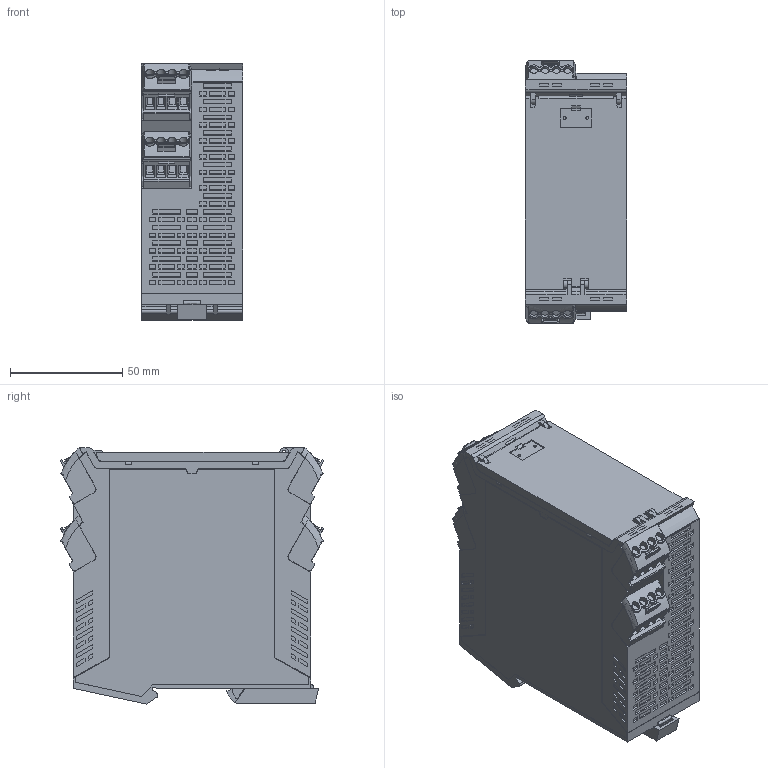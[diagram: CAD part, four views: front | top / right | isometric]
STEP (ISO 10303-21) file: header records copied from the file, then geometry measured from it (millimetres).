
FILE_DESCRIPTION(('CATIA V5 STEP Exchange','CAx-IF Rec.Pracs.--- Model Styling and Organization---1.4--- 2014-01-23'),'2;1');
FILE_NAME ('D1474548_0_1519430000_S3D_CH20M45_SET_20_02_BK_OR.stp','2021-02-18T14:11:06+00:00',('none'),('Weidmueller'),'CATIA Version 5-6 Release 2016 SP3 HF44','CATIA V5 STEP AP214','none');
FILE_SCHEMA(('AUTOMOTIVE_DESIGN { 1 0 10303 214 1 1 1 1 }'));
Products named in the file (1): S3D_CH20M45_SET_20_02_BK_OR
Bounding box: 45 x 117.21 x 114.02 mm (x, y, z)
Volume: 97559.6 mm3; surface area: 142002.7 mm2
Topology: 66 solids, 66 shells, 4787 faces, 13893 edges, 9534 vertices
Faces by surface type: plane 3880, cylinder 612, extrusion 253, revolution 32, bspline 8, sphere 2
Entity records: 156483 total; most frequent: CARTESIAN_POINT 33493, ORIENTED_EDGE 27786, DIRECTION 18669, EDGE_CURVE 13893, VECTOR 11158, LINE 10905, VERTEX_POINT 9534, EDGE_LOOP 5181
